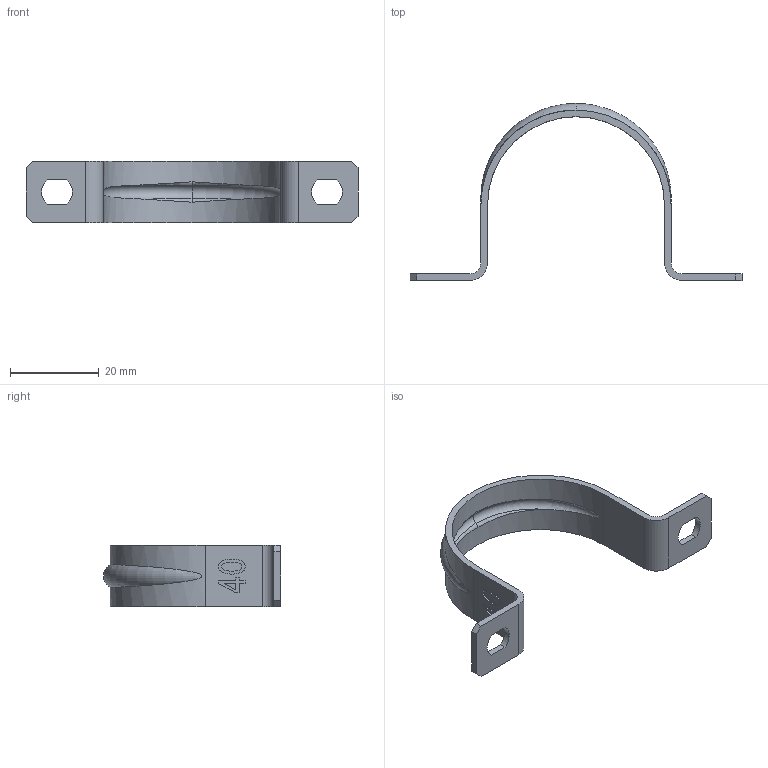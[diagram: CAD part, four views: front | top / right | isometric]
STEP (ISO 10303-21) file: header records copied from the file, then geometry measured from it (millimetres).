
FILE_DESCRIPTION(('CoCreate Modeling STEP Export'),'2;1');
FILE_NAME('1018396.stp','2018-05-15T15:46:24',(''),(''),'CoCreate Modeling STEP processor for AP214 (Solid Model)','CoCreate Modeling 16.00D 29-May-2009 (C) Parametric Technology GmbH','');
FILE_SCHEMA(('AUTOMOTIVE_DESIGN { 1 0 10303 214 1 1 1 1 }'));
Length unit declared in the file: millimetre
Products named in the file (1): Befestigungsschelle
Bounding box: 75 x 40 x 14 mm (x, y, z)
Volume: 2729.5 mm3; surface area: 4050.1 mm2
Topology: 1 solids, 1 shells, 124 faces, 347 edges, 231 vertices
Faces by surface type: plane 102, cylinder 14, torus 8
Entity records: 5965 total; most frequent: CARTESIAN_POINT 2784, ORIENTED_EDGE 694, DIRECTION 586, EDGE_CURVE 347, VECTOR 302, LINE 302, VERTEX_POINT 231, AXIS2_PLACEMENT_3D 142
